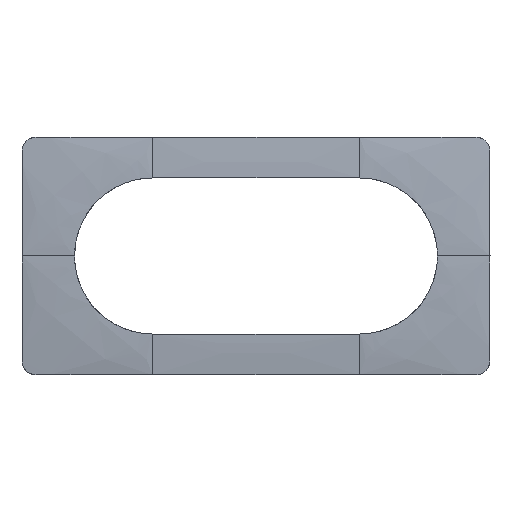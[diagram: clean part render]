
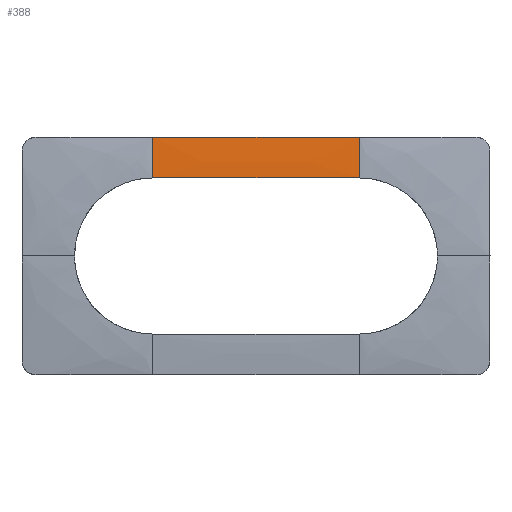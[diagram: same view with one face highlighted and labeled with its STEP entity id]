
A CAD part, top view. The second image highlights one B-rep face of the part: STEP entity #388.
In plain terms, the highlighted face is a extrusion surface.
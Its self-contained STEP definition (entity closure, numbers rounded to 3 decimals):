
#42=CARTESIAN_POINT('Vertex',(0.,26.8,8.7)) ;
#45=CARTESIAN_POINT('Line Origine',(35.5,26.8,8.7)) ;
#49=CARTESIAN_POINT('Vertex',(71.,26.8,8.7)) ;
#315=CARTESIAN_POINT('Control Point',(71.,26.8,8.7)) ;
#316=CARTESIAN_POINT('Control Point',(71.,27.075,8.7)) ;
#317=CARTESIAN_POINT('Control Point',(71.,27.349,8.698)) ;
#318=CARTESIAN_POINT('Control Point',(71.,27.623,8.695)) ;
#319=CARTESIAN_POINT('Control Point',(71.,28.699,8.68)) ;
#320=CARTESIAN_POINT('Control Point',(71.,29.774,8.646)) ;
#321=CARTESIAN_POINT('Control Point',(71.,30.598,8.609)) ;
#322=CARTESIAN_POINT('Control Point',(71.,32.607,8.501)) ;
#323=CARTESIAN_POINT('Control Point',(71.,34.613,8.35)) ;
#324=CARTESIAN_POINT('Control Point',(71.,35.811,8.248)) ;
#325=CARTESIAN_POINT('Control Point',(71.,37.539,8.083)) ;
#326=CARTESIAN_POINT('Control Point',(71.,39.266,7.898)) ;
#327=CARTESIAN_POINT('Control Point',(71.,39.788,7.84)) ;
#328=CARTESIAN_POINT('Control Point',(71.,40.309,7.781)) ;
#329=CARTESIAN_POINT('Control Point',(71.,40.829,7.72)) ;
#334=CARTESIAN_POINT('Control Point',(0.,26.8,8.7)) ;
#335=CARTESIAN_POINT('Control Point',(0.,27.271,8.699)) ;
#336=CARTESIAN_POINT('Control Point',(0.,27.741,8.695)) ;
#337=CARTESIAN_POINT('Control Point',(0.,28.222,8.688)) ;
#338=CARTESIAN_POINT('Control Point',(0.,29.206,8.664)) ;
#339=CARTESIAN_POINT('Control Point',(0.,30.235,8.623)) ;
#340=CARTESIAN_POINT('Control Point',(0.,30.759,8.599)) ;
#341=CARTESIAN_POINT('Control Point',(0.,31.803,8.543)) ;
#342=CARTESIAN_POINT('Control Point',(0.,32.837,8.477)) ;
#343=CARTESIAN_POINT('Control Point',(0.,33.352,8.441)) ;
#344=CARTESIAN_POINT('Control Point',(0.,34.363,8.365)) ;
#345=CARTESIAN_POINT('Control Point',(0.,35.336,8.283)) ;
#346=CARTESIAN_POINT('Control Point',(0.,35.813,8.242)) ;
#347=CARTESIAN_POINT('Control Point',(0.,37.097,8.124)) ;
#348=CARTESIAN_POINT('Control Point',(0.,38.383,7.994)) ;
#349=CARTESIAN_POINT('Control Point',(0.,39.199,7.907)) ;
#350=CARTESIAN_POINT('Control Point',(0.,40.015,7.815)) ;
#351=CARTESIAN_POINT('Control Point',(0.,40.829,7.72)) ;
#352=CARTESIAN_POINT('Vertex',(0.,40.829,7.72)) ;
#355=CARTESIAN_POINT('Line Origine',(27.993,40.829,7.72)) ;
#359=CARTESIAN_POINT('Vertex',(70.999,40.829,7.72)) ;
#363=CARTESIAN_POINT('Control Point',(71.,26.8,8.7)) ;
#364=CARTESIAN_POINT('Control Point',(71.,27.15,8.699)) ;
#365=CARTESIAN_POINT('Control Point',(71.,27.499,8.697)) ;
#366=CARTESIAN_POINT('Control Point',(71.,27.85,8.693)) ;
#367=CARTESIAN_POINT('Control Point',(71.,28.552,8.68)) ;
#368=CARTESIAN_POINT('Control Point',(71.,29.257,8.659)) ;
#369=CARTESIAN_POINT('Control Point',(71.,29.612,8.647)) ;
#370=CARTESIAN_POINT('Control Point',(71.,30.678,8.605)) ;
#371=CARTESIAN_POINT('Control Point',(71.,31.741,8.547)) ;
#372=CARTESIAN_POINT('Control Point',(71.,32.439,8.504)) ;
#373=CARTESIAN_POINT('Control Point',(71.,33.84,8.408)) ;
#374=CARTESIAN_POINT('Control Point',(71.,35.236,8.293)) ;
#375=CARTESIAN_POINT('Control Point',(71.,35.933,8.232)) ;
#376=CARTESIAN_POINT('Control Point',(71.,37.33,8.102)) ;
#377=CARTESIAN_POINT('Control Point',(71.,38.73,7.957)) ;
#378=CARTESIAN_POINT('Control Point',(71.,39.431,7.881)) ;
#379=CARTESIAN_POINT('Control Point',(71.,40.13,7.801)) ;
#380=CARTESIAN_POINT('Control Point',(71.,40.829,7.72)) ;
#46=DIRECTION('Vector Direction',(-1.,0.,0.)) ;
#330=DIRECTION('Vector Direction',(-1.,0.,0.)) ;
#356=DIRECTION('Vector Direction',(-1.,0.,0.)) ;
#47=VECTOR('Line Direction',#46,1.) ;
#331=VECTOR('Extrusion Surface Vector',#330,1.) ;
#357=VECTOR('Line Direction',#356,1.) ;
#383=ORIENTED_EDGE('',*,*,#51,.T.) ;
#384=ORIENTED_EDGE('',*,*,#354,.T.) ;
#385=ORIENTED_EDGE('',*,*,#361,.F.) ;
#386=ORIENTED_EDGE('',*,*,#381,.F.) ;
#388=ADVANCED_FACE('Surface.1',(#387),#332,.F.) ;
#314=B_SPLINE_CURVE_WITH_KNOTS('',5,(#315,#316,#317,#318,#319,#320,#321,#322,#323,#324,#325,#326,#327,#328,#329),.UNSPECIFIED.,.F.,.U.,(6,3,3,3,6),(6.413,8.364,14.018,22.59,26.289),.UNSPECIFIED.) ;
#333=B_SPLINE_CURVE_WITH_KNOTS('',5,(#334,#335,#336,#337,#338,#339,#340,#341,#342,#343,#344,#345,#346,#347,#348,#349,#350,#351),.UNSPECIFIED.,.F.,.U.,(6,3,3,3,3,6),(0.,4.09,8.18,12.271,16.361,23.457),.UNSPECIFIED.) ;
#362=B_SPLINE_CURVE_WITH_KNOTS('',5,(#363,#364,#365,#366,#367,#368,#369,#370,#371,#372,#373,#374,#375,#376,#377,#378,#379,#380),.UNSPECIFIED.,.F.,.U.,(6,3,3,3,3,6),(6.413,8.898,11.382,16.351,21.32,26.289),.UNSPECIFIED.) ;
#51=EDGE_CURVE('',#50,#43,#48,.T.) ;
#354=EDGE_CURVE('',#43,#353,#333,.T.) ;
#361=EDGE_CURVE('',#360,#353,#358,.T.) ;
#381=EDGE_CURVE('',#50,#360,#362,.T.) ;
#382=EDGE_LOOP('',(#383,#384,#385,#386)) ;
#387=FACE_OUTER_BOUND('',#382,.T.) ;
#48=LINE('Line',#45,#47) ;
#358=LINE('Line',#355,#357) ;
#332=SURFACE_OF_LINEAR_EXTRUSION('generated tabulated cylinder',#314,#331) ;
#43=VERTEX_POINT('',#42) ;
#50=VERTEX_POINT('',#49) ;
#353=VERTEX_POINT('',#352) ;
#360=VERTEX_POINT('',#359) ;
